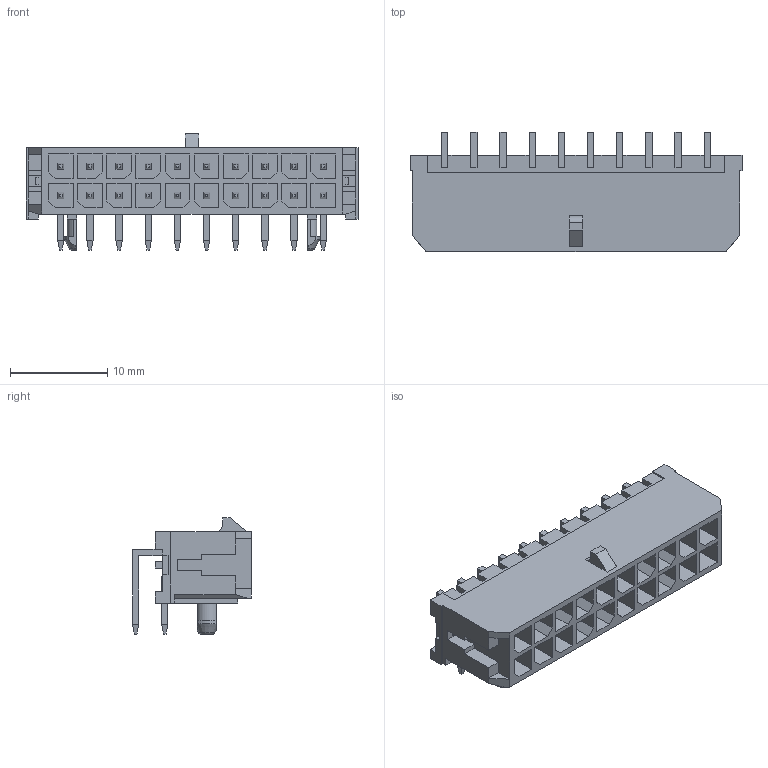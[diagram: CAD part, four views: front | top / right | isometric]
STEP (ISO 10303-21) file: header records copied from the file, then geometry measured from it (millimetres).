
FILE_DESCRIPTION(('FreeCAD Model'),'2;1');
FILE_NAME('parts/3DModels/Molex_Microfit3_Header_02x10_Angled_OEM_fp/Molex_Microfit3_Header_02x10_Angled_OEM_fp.step', '2018-01-05T12:44:06',('kicad StepUp'),('ksu MCAD'), 'Open CASCADE STEP processor 6.8','FreeCAD','Unknown');
FILE_SCHEMA(('AUTOMOTIVE_DESIGN_CC2 { 1 2 10303 214 -1 1 5 4 }'));
Length unit declared in the file: millimetre
Products named in the file (1): Molex_Microfit3_Header_02x10_Angled_OEM_fp
Bounding box: 34.15 x 12.24 x 11.95 mm (x, y, z)
Volume: 1389.1 mm3; surface area: 3341.1 mm2
Topology: 1 solids, 1 shells, 855 faces, 2116 edges, 1307 vertices
Faces by surface type: plane 846, cylinder 5, cone 2, torus 2
Entity records: 53171 total; most frequent: CARTESIAN_POINT 9919, DIRECTION 8006, LINE 6254, VECTOR 6254, ORIENTED_EDGE 4232, PCURVE 4232, DEFINITIONAL_REPRESENTATION 4232, EDGE_CURVE 2116
